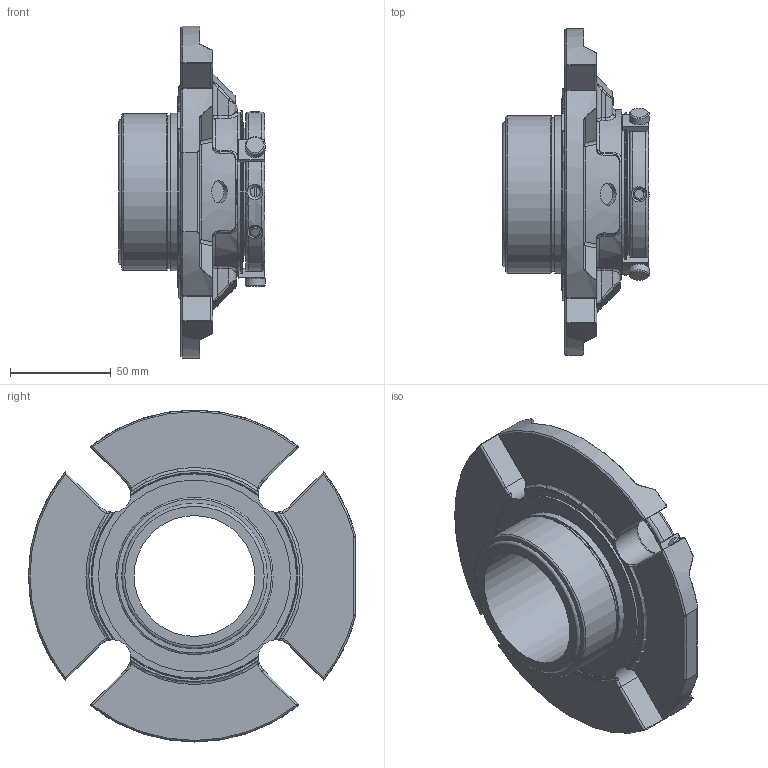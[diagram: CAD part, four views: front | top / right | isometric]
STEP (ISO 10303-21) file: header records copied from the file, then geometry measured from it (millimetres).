
FILE_DESCRIPTION(/* description */ ('Unknown'),/* implementation_level */ '2;1');
FILE_NAME(/* name */ '60mm',/* time_stamp */ '2023-02-14T11:47:30+00:00',/* author */ ('Unknown'),/* organization */ ('Unknown'),/* preprocessor_version */ 'ST-DEVELOPER v16.7',/* originating_system */ 'Solid Edge',/* authorisation */ 'Unknown');
FILE_SCHEMA (('AUTOMOTIVE_DESIGN {1 0 10303 214 3 1 1}'));
Length unit declared in the file: millimetre
Products named in the file (1): 60mm
Bounding box: 72.74 x 162.42 x 164.85 mm (x, y, z)
Volume: 365428.7 mm3; surface area: 76462.1 mm2
Topology: 1 solids, 1 shells, 647 faces, 1668 edges, 1048 vertices
Faces by surface type: plane 221, cylinder 165, bspline 107, torus 92, sphere 32, cone 30
Full cylindrical faces by diameter (mm): 3.761 x1, 5 x2, 6 x6, 10 x3, 10.998 x3, 59.995 x1, 63.475 x1, 68.834 x1, 72.263 x1, 76.302 x1, 78.054 x1, 78.105 x1, 79.324 x1, 80.848 x1, 95.25 x1
Entity records: 27166 total; most frequent: CARTESIAN_POINT 8114, ORIENTED_EDGE 3168, DIRECTION 2773, EDGE_CURVE 1584, AXIS2_PLACEMENT_3D 1114, VERTEX_POINT 1015, EDGE_LOOP 749, FACE_BOUND 749
